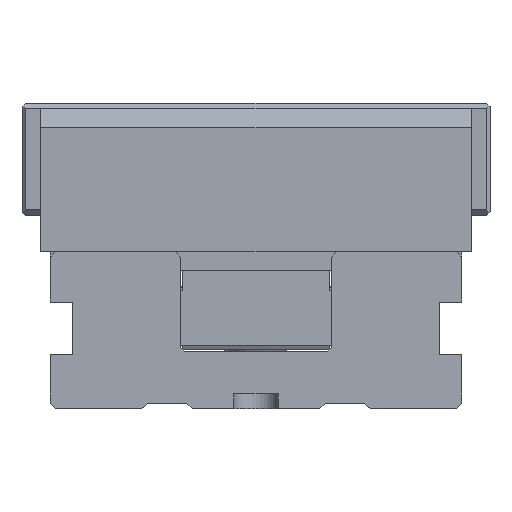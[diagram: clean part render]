
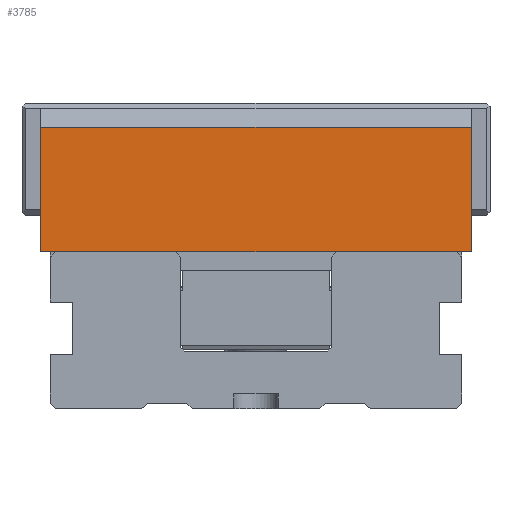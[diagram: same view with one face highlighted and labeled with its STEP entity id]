
A CAD part, front view. The second image highlights one B-rep face of the part: STEP entity #3785.
In plain terms, the highlighted planar face has unit normal (0, -1, 0).
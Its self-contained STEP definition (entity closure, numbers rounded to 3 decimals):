
#3785=ADVANCED_FACE('',(#4436),#4124,.T.);
#4124=PLANE('',#10905);
#4436=FACE_OUTER_BOUND('',#4906,.T.);
#4906=EDGE_LOOP('',(#6402,#6403,#6404,#6405));
#6402=ORIENTED_EDGE('',*,*,#8629,.T.);
#6403=ORIENTED_EDGE('',*,*,#8639,.T.);
#6404=ORIENTED_EDGE('',*,*,#8640,.F.);
#6405=ORIENTED_EDGE('',*,*,#8621,.T.);
#7753=VERTEX_POINT('',#14797);
#7754=VERTEX_POINT('',#14799);
#7760=VERTEX_POINT('',#14814);
#7769=VERTEX_POINT('',#14835);
#8621=EDGE_CURVE('',#7754,#7753,#9467,.T.);
#8629=EDGE_CURVE('',#7753,#7760,#9474,.T.);
#8639=EDGE_CURVE('',#7760,#7769,#9484,.T.);
#8640=EDGE_CURVE('',#7754,#7769,#9485,.T.);
#9467=LINE('',#14798,#10175);
#9474=LINE('',#14815,#10182);
#9484=LINE('',#14834,#10192);
#9485=LINE('',#14836,#10193);
#10175=VECTOR('',#12324,1.);
#10182=VECTOR('',#12337,1.);
#10192=VECTOR('',#12349,1.);
#10193=VECTOR('',#12350,1.);
#10905=AXIS2_PLACEMENT_3D('',#14837,#12351,#12352);
#12324=DIRECTION('',(1.,0.,0.));
#12337=DIRECTION('',(0.,0.,1.));
#12349=DIRECTION('',(-1.,0.,0.));
#12350=DIRECTION('',(0.,0.,1.));
#12351=DIRECTION('',(0.,-1.,0.));
#12352=DIRECTION('',(0.,0.,1.));
#14797=CARTESIAN_POINT('',(112.5,0.,-35.661));
#14798=CARTESIAN_POINT('',(55.,0.,-35.661));
#14799=CARTESIAN_POINT('',(-2.5,0.,-35.661));
#14814=CARTESIAN_POINT('',(112.5,0.,-2.461));
#14815=CARTESIAN_POINT('',(112.5,0.,-35.661));
#14834=CARTESIAN_POINT('',(55.,0.,-2.461));
#14835=CARTESIAN_POINT('',(-2.5,0.,-2.461));
#14836=CARTESIAN_POINT('',(-2.5,0.,-35.661));
#14837=CARTESIAN_POINT('',(55.,0.,-35.661));
